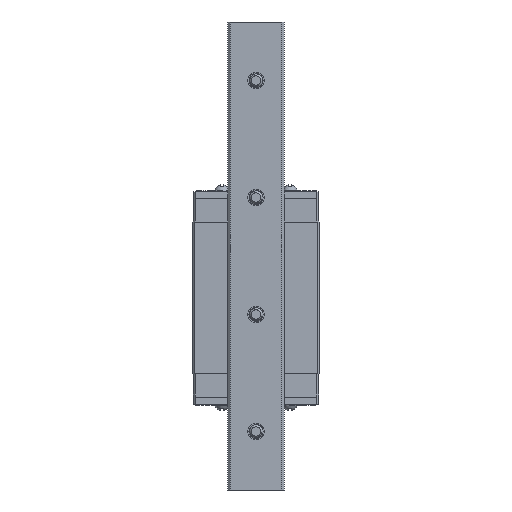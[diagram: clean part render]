
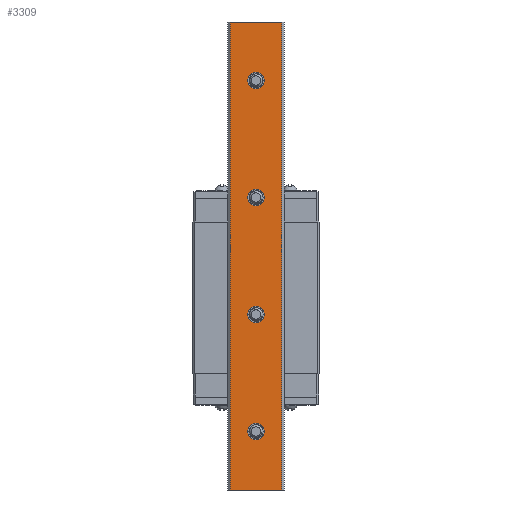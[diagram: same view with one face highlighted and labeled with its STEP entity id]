
A CAD part, front view. The second image highlights one B-rep face of the part: STEP entity #3309.
In plain terms, the highlighted planar face has unit normal (0, -1, 0).
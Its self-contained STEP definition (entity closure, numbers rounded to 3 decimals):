
#162 = VERTEX_POINT ( 'NONE', #6713 ) ;
#235 = VECTOR ( 'NONE', #7322, 1000. ) ;
#585 = CARTESIAN_POINT ( 'NONE',  ( 1.75, -4., 37.5 ) ) ;
#1202 = EDGE_CURVE ( 'NONE', #15148, #27323, #26295, .T. ) ;
#1223 = CARTESIAN_POINT ( 'NONE',  ( 0., -4., 37.5 ) ) ;
#1265 = LINE ( 'NONE', #12531, #19622 ) ;
#1324 = VERTEX_POINT ( 'NONE', #2041 ) ;
#1554 = AXIS2_PLACEMENT_3D ( 'NONE', #15526, #9565, #24405 ) ;
#1757 = CARTESIAN_POINT ( 'NONE',  ( -5.5, -4., 100. ) ) ;
#1841 = CARTESIAN_POINT ( 'NONE',  ( -1.75, -4., 12.5 ) ) ;
#2041 = CARTESIAN_POINT ( 'NONE',  ( -5.5, -4., 100. ) ) ;
#2388 = ORIENTED_EDGE ( 'NONE', *, *, #15408, .T. ) ;
#2422 = VERTEX_POINT ( 'NONE', #27591 ) ;
#3077 = PLANE ( 'NONE',  #1554 ) ;
#3089 = DIRECTION ( 'NONE',  ( 0., 1., 0. ) ) ;
#3309 = ADVANCED_FACE ( 'NONE', ( #9288, #7169, #13817, #15794, #15933 ), #3077, .T. ) ;
#3501 = DIRECTION ( 'NONE',  ( -1., 0., 0. ) ) ;
#3506 = CARTESIAN_POINT ( 'NONE',  ( 0., -4., 87.5 ) ) ;
#3883 = CARTESIAN_POINT ( 'NONE',  ( 0., -4., 87.5 ) ) ;
#4564 = DIRECTION ( 'NONE',  ( -1., 0., 0. ) ) ;
#5310 = VECTOR ( 'NONE', #9760, 1000. ) ;
#5561 = EDGE_CURVE ( 'NONE', #14480, #8118, #19489, .T. ) ;
#5621 = CIRCLE ( 'NONE', #21391, 1.75 ) ;
#5748 = VERTEX_POINT ( 'NONE', #585 ) ;
#6302 = CARTESIAN_POINT ( 'NONE',  ( 1.75, -4., 87.5 ) ) ;
#6336 = EDGE_LOOP ( 'NONE', ( #6416, #9620 ) ) ;
#6371 = EDGE_CURVE ( 'NONE', #18679, #24446, #11472, .T. ) ;
#6416 = ORIENTED_EDGE ( 'NONE', *, *, #27690, .T. ) ;
#6632 = AXIS2_PLACEMENT_3D ( 'NONE', #1223, #8108, #16731 ) ;
#6713 = CARTESIAN_POINT ( 'NONE',  ( -1.75, -4., 62.5 ) ) ;
#6782 = EDGE_CURVE ( 'NONE', #15948, #1324, #1265, .T. ) ;
#7169 = FACE_BOUND ( 'NONE', #18686, .T. ) ;
#7287 = ORIENTED_EDGE ( 'NONE', *, *, #1202, .T. ) ;
#7322 = DIRECTION ( 'NONE',  ( -1., 0., 0. ) ) ;
#7737 = DIRECTION ( 'NONE',  ( 0., 1., 0. ) ) ;
#8108 = DIRECTION ( 'NONE',  ( 0., 1., 0. ) ) ;
#8118 = VERTEX_POINT ( 'NONE', #9309 ) ;
#8408 = ORIENTED_EDGE ( 'NONE', *, *, #20813, .T. ) ;
#8800 = VERTEX_POINT ( 'NONE', #8902 ) ;
#8902 = CARTESIAN_POINT ( 'NONE',  ( -1.75, -4., 37.5 ) ) ;
#9055 = CARTESIAN_POINT ( 'NONE',  ( 1.75, -4., 12.5 ) ) ;
#9288 = FACE_BOUND ( 'NONE', #6336, .T. ) ;
#9309 = CARTESIAN_POINT ( 'NONE',  ( -5.5, -4., 0. ) ) ;
#9565 = DIRECTION ( 'NONE',  ( 0., -1., 0. ) ) ;
#9620 = ORIENTED_EDGE ( 'NONE', *, *, #6371, .T. ) ;
#9693 = EDGE_CURVE ( 'NONE', #1324, #8118, #21100, .T. ) ;
#9760 = DIRECTION ( 'NONE',  ( 0., 0., -1. ) ) ;
#9868 = DIRECTION ( 'NONE',  ( -1., 0., 0. ) ) ;
#10298 = CARTESIAN_POINT ( 'NONE',  ( 5.5, -4., 100. ) ) ;
#10458 = CARTESIAN_POINT ( 'NONE',  ( 0., -4., 62.5 ) ) ;
#11472 = CIRCLE ( 'NONE', #15086, 1.75 ) ;
#11734 = EDGE_CURVE ( 'NONE', #5748, #8800, #24263, .T. ) ;
#11831 = CARTESIAN_POINT ( 'NONE',  ( -1.75, -4., 87.5 ) ) ;
#11846 = CARTESIAN_POINT ( 'NONE',  ( 0., -4., 12.5 ) ) ;
#12366 = ORIENTED_EDGE ( 'NONE', *, *, #5561, .F. ) ;
#12441 = EDGE_CURVE ( 'NONE', #15948, #14480, #20501, .T. ) ;
#12531 = CARTESIAN_POINT ( 'NONE',  ( 0., -4., 100. ) ) ;
#12636 = DIRECTION ( 'NONE',  ( 0., 1., 0. ) ) ;
#12869 = DIRECTION ( 'NONE',  ( 0., 1., 0. ) ) ;
#13176 = EDGE_LOOP ( 'NONE', ( #7287, #2388 ) ) ;
#13473 = CARTESIAN_POINT ( 'NONE',  ( 0., -4., 12.5 ) ) ;
#13630 = CIRCLE ( 'NONE', #26663, 1.75 ) ;
#13817 = FACE_BOUND ( 'NONE', #19536, .T. ) ;
#14291 = VECTOR ( 'NONE', #14469, 1000. ) ;
#14362 = EDGE_CURVE ( 'NONE', #8800, #5748, #27349, .T. ) ;
#14364 = CIRCLE ( 'NONE', #26486, 1.75 ) ;
#14469 = DIRECTION ( 'NONE',  ( 0., 0., -1. ) ) ;
#14480 = VERTEX_POINT ( 'NONE', #19272 ) ;
#14579 = ORIENTED_EDGE ( 'NONE', *, *, #27646, .T. ) ;
#14852 = DIRECTION ( 'NONE',  ( -1., 0., 0. ) ) ;
#15049 = ORIENTED_EDGE ( 'NONE', *, *, #11734, .T. ) ;
#15082 = ORIENTED_EDGE ( 'NONE', *, *, #6782, .T. ) ;
#15086 = AXIS2_PLACEMENT_3D ( 'NONE', #3883, #16893, #20988 ) ;
#15148 = VERTEX_POINT ( 'NONE', #1841 ) ;
#15408 = EDGE_CURVE ( 'NONE', #27323, #15148, #14364, .T. ) ;
#15526 = CARTESIAN_POINT ( 'NONE',  ( 0., -4., 100. ) ) ;
#15529 = DIRECTION ( 'NONE',  ( -1., 0., 0. ) ) ;
#15794 = FACE_BOUND ( 'NONE', #13176, .T. ) ;
#15933 = FACE_OUTER_BOUND ( 'NONE', #27813, .T. ) ;
#15948 = VERTEX_POINT ( 'NONE', #10298 ) ;
#16596 = AXIS2_PLACEMENT_3D ( 'NONE', #21531, #12636, #21248 ) ;
#16731 = DIRECTION ( 'NONE',  ( -1., 0., 0. ) ) ;
#16893 = DIRECTION ( 'NONE',  ( 0., 1., 0. ) ) ;
#18679 = VERTEX_POINT ( 'NONE', #6302 ) ;
#18686 = EDGE_LOOP ( 'NONE', ( #8408, #14579 ) ) ;
#19272 = CARTESIAN_POINT ( 'NONE',  ( 5.5, -4., 0. ) ) ;
#19368 = ORIENTED_EDGE ( 'NONE', *, *, #12441, .F. ) ;
#19489 = LINE ( 'NONE', #22301, #235 ) ;
#19536 = EDGE_LOOP ( 'NONE', ( #21453, #15049 ) ) ;
#19622 = VECTOR ( 'NONE', #3501, 1000. ) ;
#20317 = DIRECTION ( 'NONE',  ( -1., 0., 0. ) ) ;
#20501 = LINE ( 'NONE', #22328, #5310 ) ;
#20813 = EDGE_CURVE ( 'NONE', #162, #2422, #13630, .T. ) ;
#20988 = DIRECTION ( 'NONE',  ( -1., 0., 0. ) ) ;
#21100 = LINE ( 'NONE', #1757, #14291 ) ;
#21248 = DIRECTION ( 'NONE',  ( -1., 0., 0. ) ) ;
#21391 = AXIS2_PLACEMENT_3D ( 'NONE', #3506, #7737, #9868 ) ;
#21453 = ORIENTED_EDGE ( 'NONE', *, *, #14362, .T. ) ;
#21531 = CARTESIAN_POINT ( 'NONE',  ( 0., -4., 37.5 ) ) ;
#22301 = CARTESIAN_POINT ( 'NONE',  ( 0., -4., 0. ) ) ;
#22328 = CARTESIAN_POINT ( 'NONE',  ( 5.5, -4., 100. ) ) ;
#23612 = AXIS2_PLACEMENT_3D ( 'NONE', #11846, #26921, #15529 ) ;
#24263 = CIRCLE ( 'NONE', #16596, 1.75 ) ;
#24405 = DIRECTION ( 'NONE',  ( 1., 0., 0. ) ) ;
#24446 = VERTEX_POINT ( 'NONE', #11831 ) ;
#25742 = DIRECTION ( 'NONE',  ( 0., 1., 0. ) ) ;
#26295 = CIRCLE ( 'NONE', #23612, 1.75 ) ;
#26486 = AXIS2_PLACEMENT_3D ( 'NONE', #13473, #25742, #4564 ) ;
#26643 = CARTESIAN_POINT ( 'NONE',  ( 0., -4., 62.5 ) ) ;
#26663 = AXIS2_PLACEMENT_3D ( 'NONE', #10458, #12869, #14852 ) ;
#26763 = CIRCLE ( 'NONE', #27671, 1.75 ) ;
#26921 = DIRECTION ( 'NONE',  ( 0., 1., 0. ) ) ;
#26960 = ORIENTED_EDGE ( 'NONE', *, *, #9693, .T. ) ;
#27323 = VERTEX_POINT ( 'NONE', #9055 ) ;
#27349 = CIRCLE ( 'NONE', #6632, 1.75 ) ;
#27591 = CARTESIAN_POINT ( 'NONE',  ( 1.75, -4., 62.5 ) ) ;
#27646 = EDGE_CURVE ( 'NONE', #2422, #162, #26763, .T. ) ;
#27671 = AXIS2_PLACEMENT_3D ( 'NONE', #26643, #3089, #20317 ) ;
#27690 = EDGE_CURVE ( 'NONE', #24446, #18679, #5621, .T. ) ;
#27813 = EDGE_LOOP ( 'NONE', ( #12366, #19368, #15082, #26960 ) ) ;
